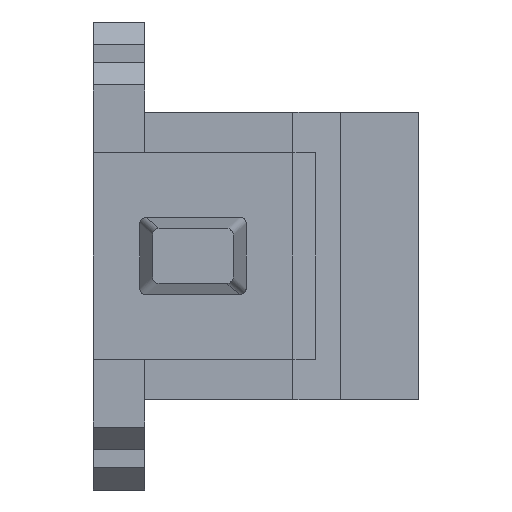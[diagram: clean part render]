
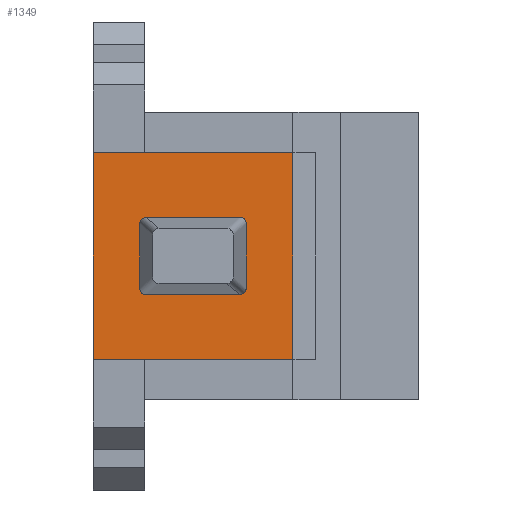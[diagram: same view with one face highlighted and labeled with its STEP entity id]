
A CAD part, left-side view. The second image highlights one B-rep face of the part: STEP entity #1349.
In plain terms, the highlighted planar face has unit normal (-1, 0, 0).
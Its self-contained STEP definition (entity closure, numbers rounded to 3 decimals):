
#40 = CARTESIAN_POINT ( 'NONE',  ( -37.25, 1.259, 3. ) ) ;
#61 = LINE ( 'NONE', #1074, #1935 ) ;
#63 = CARTESIAN_POINT ( 'NONE',  ( -37.25, 12.625, 11.125 ) ) ;
#72 = CARTESIAN_POINT ( 'NONE',  ( -37.25, -40.298, 8. ) ) ;
#91 = CARTESIAN_POINT ( 'NONE',  ( -37.25, 9.009, -2.579 ) ) ;
#161 = VERTEX_POINT ( 'NONE', #926 ) ;
#205 = CARTESIAN_POINT ( 'NONE',  ( -37.25, 9.009, 2.5 ) ) ;
#211 = DIRECTION ( 'NONE',  ( 0., 0., -1. ) ) ;
#243 = CARTESIAN_POINT ( 'NONE',  ( -37.25, 1.259, -3. ) ) ;
#249 = VERTEX_POINT ( 'NONE', #1454 ) ;
#279 = CARTESIAN_POINT ( 'NONE',  ( -37.25, 1.182, -3. ) ) ;
#285 = LINE ( 'NONE', #40, #311 ) ;
#311 = VECTOR ( 'NONE', #416, 1000. ) ;
#318 = LINE ( 'NONE', #72, #2302 ) ;
#373 = DIRECTION ( 'NONE',  ( 0., 0., 1. ) ) ;
#398 = VERTEX_POINT ( 'NONE', #1505 ) ;
#401 = EDGE_CURVE ( 'NONE', #1169, #1208, #1763, .T. ) ;
#402 = LINE ( 'NONE', #63, #1678 ) ;
#406 = CARTESIAN_POINT ( 'NONE',  ( -37.25, 8.974, 2.712 ) ) ;
#416 = DIRECTION ( 'NONE',  ( 0., 1., 0. ) ) ;
#425 = CARTESIAN_POINT ( 'NONE',  ( -37.25, 8.585, 3. ) ) ;
#429 = LINE ( 'NONE', #2208, #1706 ) ;
#467 = CARTESIAN_POINT ( 'NONE',  ( -37.25, 0.793, 2.712 ) ) ;
#485 = CARTESIAN_POINT ( 'NONE',  ( -37.25, 0.759, 2.579 ) ) ;
#521 = ORIENTED_EDGE ( 'NONE', *, *, #1453, .F. ) ;
#560 = EDGE_CURVE ( 'NONE', #1797, #2232, #1275, .T. ) ;
#584 = CARTESIAN_POINT ( 'NONE',  ( -37.25, 9.009, 2.5 ) ) ;
#594 = EDGE_CURVE ( 'NONE', #398, #1628, #1045, .T. ) ;
#605 = DIRECTION ( 'NONE',  ( 0., -1., 0. ) ) ;
#613 = CARTESIAN_POINT ( 'NONE',  ( -37.25, 8.868, -2.864 ) ) ;
#641 = ORIENTED_EDGE ( 'NONE', *, *, #594, .F. ) ;
#650 = CARTESIAN_POINT ( 'NONE',  ( -37.25, 1.259, 3. ) ) ;
#653 = CARTESIAN_POINT ( 'NONE',  ( -37.25, 0.793, -2.712 ) ) ;
#659 = ORIENTED_EDGE ( 'NONE', *, *, #1077, .F. ) ;
#680 = ORIENTED_EDGE ( 'NONE', *, *, #2250, .T. ) ;
#788 = CARTESIAN_POINT ( 'NONE',  ( -37.25, 12.625, 11.125 ) ) ;
#801 = EDGE_CURVE ( 'NONE', #1808, #1716, #61, .T. ) ;
#808 = CARTESIAN_POINT ( 'NONE',  ( -37.25, 1.259, 3. ) ) ;
#814 = FACE_BOUND ( 'NONE', #983, .T. ) ;
#822 = CARTESIAN_POINT ( 'NONE',  ( -37.25, 1.182, 3. ) ) ;
#825 = ORIENTED_EDGE ( 'NONE', *, *, #1114, .F. ) ;
#831 = CARTESIAN_POINT ( 'NONE',  ( -37.25, 0.759, -2.579 ) ) ;
#832 = AXIS2_PLACEMENT_3D ( 'NONE', #788, #943, #211 ) ;
#838 = CARTESIAN_POINT ( 'NONE',  ( -37.25, 8.509, -3. ) ) ;
#867 = CARTESIAN_POINT ( 'NONE',  ( -37.25, -40.298, -8. ) ) ;
#885 = ORIENTED_EDGE ( 'NONE', *, *, #401, .F. ) ;
#921 = CARTESIAN_POINT ( 'NONE',  ( -37.25, 0.759, 2.5 ) ) ;
#926 = CARTESIAN_POINT ( 'NONE',  ( -37.25, -2.857, 8. ) ) ;
#929 = CARTESIAN_POINT ( 'NONE',  ( -37.25, 1.259, -3. ) ) ;
#933 = FACE_OUTER_BOUND ( 'NONE', #1089, .T. ) ;
#943 = DIRECTION ( 'NONE',  ( 1., 0., 0. ) ) ;
#959 = EDGE_CURVE ( 'NONE', #1022, #249, #285, .T. ) ;
#965 = CARTESIAN_POINT ( 'NONE',  ( -37.25, 8.509, 3. ) ) ;
#983 = EDGE_LOOP ( 'NONE', ( #885, #659, #2041, #2026, #1091, #2012, #997, #521 ) ) ;
#984 = CARTESIAN_POINT ( 'NONE',  ( -37.25, 8.974, -2.712 ) ) ;
#997 = ORIENTED_EDGE ( 'NONE', *, *, #801, .F. ) ;
#1022 = VERTEX_POINT ( 'NONE', #808 ) ;
#1031 = CARTESIAN_POINT ( 'NONE',  ( -37.25, 0.759, -2.5 ) ) ;
#1045 = LINE ( 'NONE', #867, #2158 ) ;
#1074 = CARTESIAN_POINT ( 'NONE',  ( -37.25, 0.759, -2.5 ) ) ;
#1077 = EDGE_CURVE ( 'NONE', #2232, #1169, #1333, .T. ) ;
#1089 = EDGE_LOOP ( 'NONE', ( #1742, #680, #825, #641 ) ) ;
#1091 = ORIENTED_EDGE ( 'NONE', *, *, #959, .F. ) ;
#1114 = EDGE_CURVE ( 'NONE', #1628, #1391, #402, .T. ) ;
#1161 = EDGE_CURVE ( 'NONE', #1716, #1022, #1195, .T. ) ;
#1169 = VERTEX_POINT ( 'NONE', #838 ) ;
#1170 = CARTESIAN_POINT ( 'NONE',  ( -37.25, 8.585, -3. ) ) ;
#1195 = B_SPLINE_CURVE_WITH_KNOTS ( 'NONE', 3,
 ( #2287, #485, #467, #1379, #2110, #822, #650 ),
 .UNSPECIFIED., .F., .F.,
 ( 4, 1, 1, 1, 4 ),
 ( 0., 0., 0., 0.001, 0.001 ),
 .UNSPECIFIED. ) ;
#1203 = CARTESIAN_POINT ( 'NONE',  ( -37.25, 9.009, -2.5 ) ) ;
#1208 = VERTEX_POINT ( 'NONE', #929 ) ;
#1224 = DIRECTION ( 'NONE',  ( 0., 1., 0. ) ) ;
#1275 = LINE ( 'NONE', #1203, #1528 ) ;
#1279 = VECTOR ( 'NONE', #605, 1000. ) ;
#1333 = B_SPLINE_CURVE_WITH_KNOTS ( 'NONE', 3,
 ( #1358, #91, #984, #613, #2255, #1170, #1530 ),
 .UNSPECIFIED., .F., .F.,
 ( 4, 1, 1, 1, 4 ),
 ( 0., 0., 0., 0.001, 0.001 ),
 .UNSPECIFIED. ) ;
#1349 = ADVANCED_FACE ( 'NONE', ( #814, #933 ), #1473, .F. ) ;
#1353 = EDGE_CURVE ( 'NONE', #398, #161, #429, .T. ) ;
#1358 = CARTESIAN_POINT ( 'NONE',  ( -37.25, 9.009, -2.5 ) ) ;
#1379 = CARTESIAN_POINT ( 'NONE',  ( -37.25, 0.9, 2.864 ) ) ;
#1391 = VERTEX_POINT ( 'NONE', #1855 ) ;
#1407 = CARTESIAN_POINT ( 'NONE',  ( -37.25, 12.625, -8. ) ) ;
#1423 = CARTESIAN_POINT ( 'NONE',  ( -37.25, 9.009, -2.5 ) ) ;
#1453 = EDGE_CURVE ( 'NONE', #1208, #1808, #1886, .T. ) ;
#1454 = CARTESIAN_POINT ( 'NONE',  ( -37.25, 8.509, 3. ) ) ;
#1473 = PLANE ( 'NONE',  #832 ) ;
#1486 = CARTESIAN_POINT ( 'NONE',  ( -37.25, 8.868, 2.864 ) ) ;
#1505 = CARTESIAN_POINT ( 'NONE',  ( -37.25, -2.857, -8. ) ) ;
#1528 = VECTOR ( 'NONE', #1725, 1000. ) ;
#1530 = CARTESIAN_POINT ( 'NONE',  ( -37.25, 8.509, -3. ) ) ;
#1558 = CARTESIAN_POINT ( 'NONE',  ( -37.25, 1.052, -2.967 ) ) ;
#1628 = VERTEX_POINT ( 'NONE', #1407 ) ;
#1652 = CARTESIAN_POINT ( 'NONE',  ( -37.25, 0.759, -2.5 ) ) ;
#1676 = CARTESIAN_POINT ( 'NONE',  ( -37.25, 9.009, 2.579 ) ) ;
#1678 = VECTOR ( 'NONE', #1703, 1000. ) ;
#1696 = CARTESIAN_POINT ( 'NONE',  ( -37.25, 1.259, -3. ) ) ;
#1703 = DIRECTION ( 'NONE',  ( 0., 0., 1. ) ) ;
#1706 = VECTOR ( 'NONE', #1882, 1000. ) ;
#1716 = VERTEX_POINT ( 'NONE', #921 ) ;
#1725 = DIRECTION ( 'NONE',  ( 0., 0., -1. ) ) ;
#1730 = B_SPLINE_CURVE_WITH_KNOTS ( 'NONE', 3,
 ( #965, #425, #2211, #1486, #406, #1676, #584 ),
 .UNSPECIFIED., .F., .F.,
 ( 4, 1, 1, 1, 4 ),
 ( 0., 0., 0., 0.001, 0.001 ),
 .UNSPECIFIED. ) ;
#1742 = ORIENTED_EDGE ( 'NONE', *, *, #1353, .T. ) ;
#1763 = LINE ( 'NONE', #1696, #1279 ) ;
#1797 = VERTEX_POINT ( 'NONE', #205 ) ;
#1808 = VERTEX_POINT ( 'NONE', #1652 ) ;
#1855 = CARTESIAN_POINT ( 'NONE',  ( -37.25, 12.625, 8. ) ) ;
#1882 = DIRECTION ( 'NONE',  ( 0., 0., 1. ) ) ;
#1886 = B_SPLINE_CURVE_WITH_KNOTS ( 'NONE', 3,
 ( #243, #279, #1558, #2291, #653, #831, #1031 ),
 .UNSPECIFIED., .F., .F.,
 ( 4, 1, 1, 1, 4 ),
 ( 0., 0., 0., 0.001, 0.001 ),
 .UNSPECIFIED. ) ;
#1935 = VECTOR ( 'NONE', #373, 1000. ) ;
#1982 = EDGE_CURVE ( 'NONE', #249, #1797, #1730, .T. ) ;
#2012 = ORIENTED_EDGE ( 'NONE', *, *, #1161, .F. ) ;
#2026 = ORIENTED_EDGE ( 'NONE', *, *, #1982, .F. ) ;
#2041 = ORIENTED_EDGE ( 'NONE', *, *, #560, .F. ) ;
#2110 = CARTESIAN_POINT ( 'NONE',  ( -37.25, 1.052, 2.967 ) ) ;
#2158 = VECTOR ( 'NONE', #1224, 1000. ) ;
#2208 = CARTESIAN_POINT ( 'NONE',  ( -37.25, -2.857, -86.433 ) ) ;
#2211 = CARTESIAN_POINT ( 'NONE',  ( -37.25, 8.716, 2.967 ) ) ;
#2228 = DIRECTION ( 'NONE',  ( 0., 1., 0. ) ) ;
#2232 = VERTEX_POINT ( 'NONE', #1423 ) ;
#2250 = EDGE_CURVE ( 'NONE', #161, #1391, #318, .T. ) ;
#2255 = CARTESIAN_POINT ( 'NONE',  ( -37.25, 8.716, -2.967 ) ) ;
#2287 = CARTESIAN_POINT ( 'NONE',  ( -37.25, 0.759, 2.5 ) ) ;
#2291 = CARTESIAN_POINT ( 'NONE',  ( -37.25, 0.9, -2.864 ) ) ;
#2302 = VECTOR ( 'NONE', #2228, 1000. ) ;
